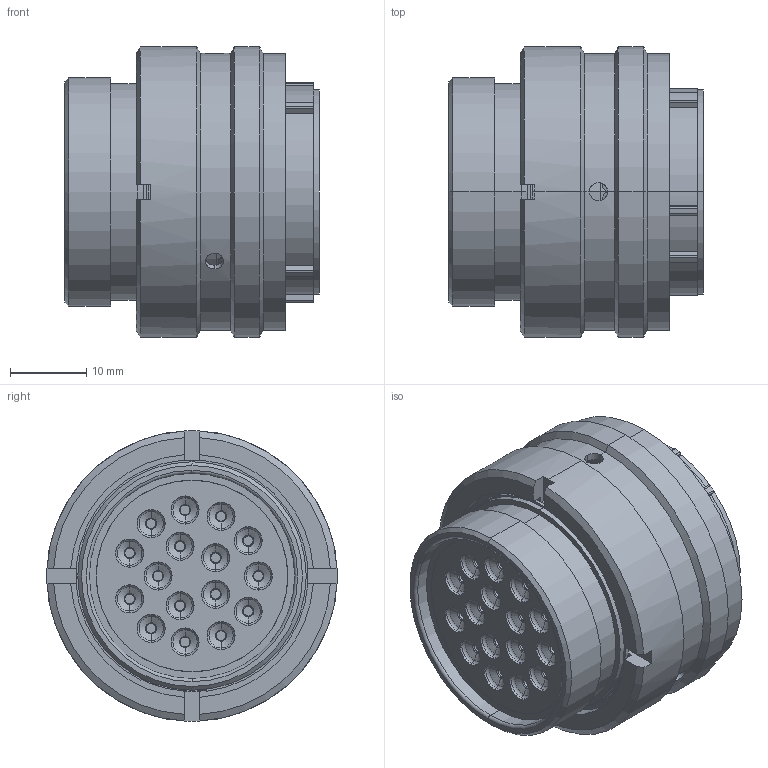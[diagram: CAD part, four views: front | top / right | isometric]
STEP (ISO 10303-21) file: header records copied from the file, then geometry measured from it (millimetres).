
FILE_DESCRIPTION (( 'STEP AP214' ), '1' );
FILE_NAME ('AS620-16PC.STEP', '2019-05-13T10:38:14', ( 'TE Connectivity' ), ( 'TE Connectivity' ), 'SwSTEP 2.0', 'SolidWorks 2016', '' );
FILE_SCHEMA (( 'AUTOMOTIVE_DESIGN' ));
Length unit declared in the file: millimetre
Products named in the file (1): AS620-16PC
Bounding box: 33.37 x 38.1 x 38.1 mm (x, y, z)
Volume: 17410.1 mm3; surface area: 20629.9 mm2
Topology: 25 solids, 25 shells, 1846 faces, 4692 edges, 2975 vertices
Faces by surface type: cylinder 785, plane 584, torus 326, cone 140, bspline 9, sphere 2
Entity records: 84079 total; most frequent: CARTESIAN_POINT 21854, ORIENTED_EDGE 9384, DIRECTION 7822, EDGE_CURVE 4692, AXIS2_PLACEMENT_3D 3326, VERTEX_POINT 2975, EDGE_LOOP 2035, UNCERTAINTY_MEASURE_WITH_UNIT 1873
